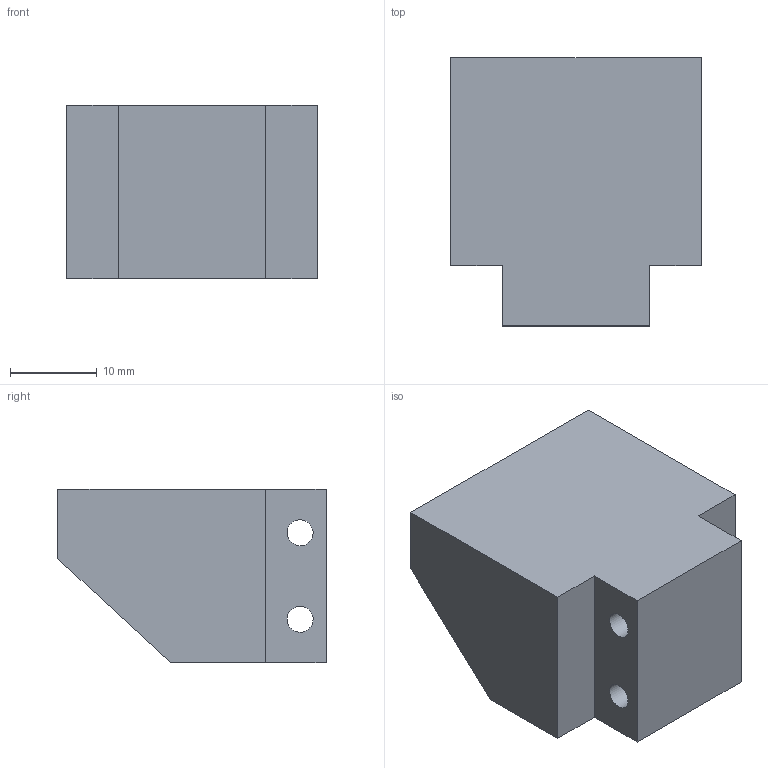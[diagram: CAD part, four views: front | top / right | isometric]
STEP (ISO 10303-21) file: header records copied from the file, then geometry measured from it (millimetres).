
FILE_DESCRIPTION(('FreeCAD Model'),'2;1');
FILE_NAME( 'Tip.step', '2015-12-26T10:35:52',(''),(''),'Open CASCADE STEP processor 6.8', 'FreeCAD','Unknown');
FILE_SCHEMA(('AUTOMOTIVE_DESIGN_CC2 { 1 2 10303 214 -1 1 5 4 }'));
Length unit declared in the file: millimetre
Products named in the file (1): Cut024
Bounding box: 29 x 31 x 20 mm (x, y, z)
Volume: 13795.7 mm3; surface area: 3955.1 mm2
Topology: 1 solids, 1 shells, 13 faces, 33 edges, 22 vertices
Faces by surface type: bspline 9, plane 4
Entity records: 2153 total; most frequent: CARTESIAN_POINT 1527, B_SPLINE_CURVE_WITH_KNOTS 69, ORIENTED_EDGE 66, PCURVE 66, DEFINITIONAL_REPRESENTATION 66, DIRECTION 40, EDGE_CURVE 33, SURFACE_CURVE 31
